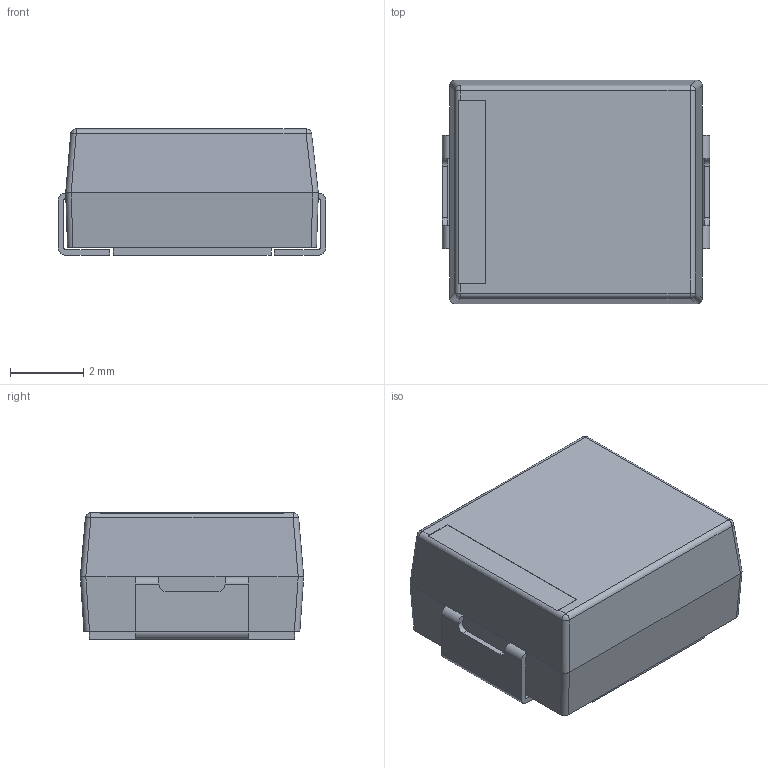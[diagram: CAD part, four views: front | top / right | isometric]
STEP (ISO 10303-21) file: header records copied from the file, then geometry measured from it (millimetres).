
FILE_DESCRIPTION (( 'STEP AP214' ), '1' );
FILE_NAME ('User Library-CT_V.STEP', '2017-06-29T12:08:46', ( 'Windows User' ), ( '' ), 'SwSTEP 2.0', 'SolidWorks 2017', '' );
FILE_SCHEMA (( 'AUTOMOTIVE_DESIGN' ));
Length unit declared in the file: millimetre
Products named in the file (1): User Library-CT_V
Bounding box: 7.3 x 6.1 x 3.45 mm (x, y, z)
Volume: 138.8 mm3; surface area: 199.2 mm2
Topology: 1 solids, 1 shells, 75 faces, 193 edges, 117 vertices
Faces by surface type: plane 43, cylinder 28, bspline 4
Entity records: 3197 total; most frequent: CARTESIAN_POINT 521, ORIENTED_EDGE 386, DIRECTION 374, EDGE_CURVE 193, VECTOR 138, LINE 138, AXIS2_PLACEMENT_3D 118, VERTEX_POINT 117
